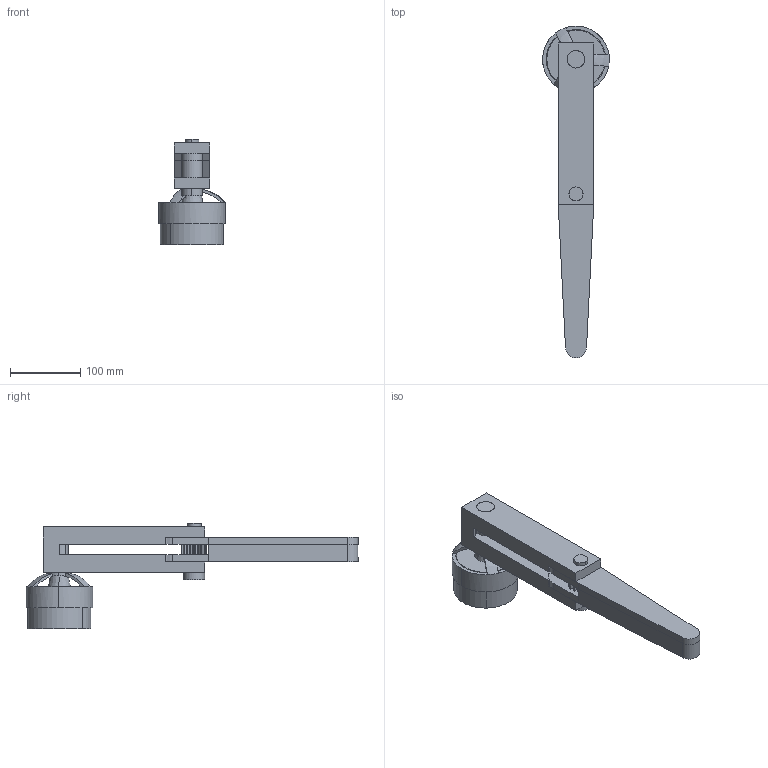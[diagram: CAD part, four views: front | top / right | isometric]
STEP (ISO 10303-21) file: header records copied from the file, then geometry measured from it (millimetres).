
FILE_DESCRIPTION (( 'STEP AP214' ), '1' );
FILE_NAME ('testasmall.STEP', '2021-04-03T08:53:07', ( '' ), ( '' ), 'SwSTEP 2.0', 'SolidWorks 2020', '' );
FILE_SCHEMA (( 'AUTOMOTIVE_DESIGN' ));
Length unit declared in the file: millimetre
Products named in the file (9): asmmoteur; fémur; creux; tibiat part 2; arbre long; tibiat par1; axe; assemblage tibiat; testasmall
Assembly tree (8 placements, depth 3):
  testasmall
    assemblage tibiat
      tibiat par1
      tibiat part 2
    fémur
    axe
    asmmoteur
      creux
      arbre long
Bounding box: 94.96 x 472.82 x 150 mm (x, y, z)
Volume: 1313366.7 mm3; surface area: 233078.7 mm2
Topology: 6 solids, 6 shells, 210 faces, 576 edges, 378 vertices
Faces by surface type: cylinder 149, plane 53, bspline 6, cone 2
Entity records: 7343 total; most frequent: CARTESIAN_POINT 1360, DIRECTION 1335, ORIENTED_EDGE 1152, EDGE_CURVE 576, AXIS2_PLACEMENT_3D 551, VERTEX_POINT 378, CIRCLE 334, VECTOR 233
